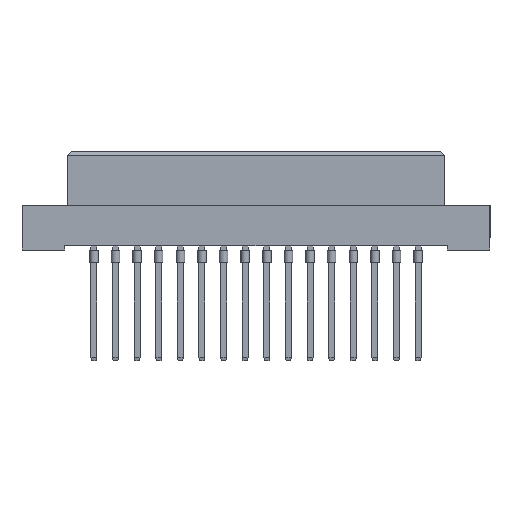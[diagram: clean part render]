
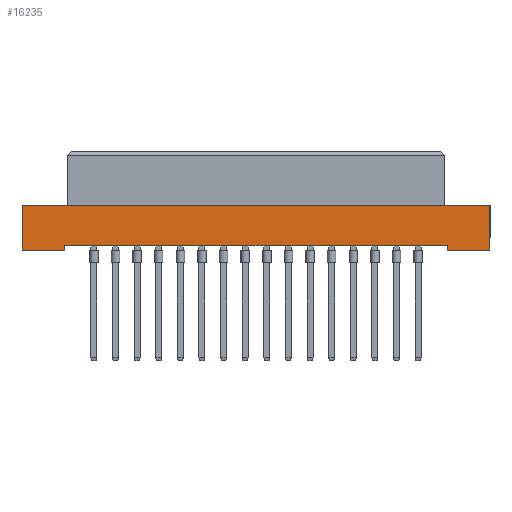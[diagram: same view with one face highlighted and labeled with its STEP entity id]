
A CAD part, top view. The second image highlights one B-rep face of the part: STEP entity #16235.
In plain terms, the highlighted planar face has unit normal (0, 0, 1).
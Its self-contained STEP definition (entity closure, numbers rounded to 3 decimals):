
#272 = DIRECTION ( 'NONE',  ( 1., 0., 0. ) ) ;
#426 = CARTESIAN_POINT ( 'NONE',  ( -27.5, -6.4, 5.3 ) ) ;
#590 = DIRECTION ( 'NONE',  ( 1., 0., 0. ) ) ;
#1027 = DIRECTION ( 'NONE',  ( 0., 1., 0. ) ) ;
#1124 = CARTESIAN_POINT ( 'NONE',  ( 22.5, -11.1, 5.3 ) ) ;
#2046 = CARTESIAN_POINT ( 'NONE',  ( 22.5, -11.1, 5.3 ) ) ;
#3095 = VERTEX_POINT ( 'NONE', #5002 ) ;
#3365 = VERTEX_POINT ( 'NONE', #15050 ) ;
#3685 = CARTESIAN_POINT ( 'NONE',  ( -27.5, -11.6, 5.3 ) ) ;
#4130 = LINE ( 'NONE', #9104, #11827 ) ;
#4322 = LINE ( 'NONE', #10548, #13176 ) ;
#4527 = VECTOR ( 'NONE', #8857, 1000. ) ;
#4677 = DIRECTION ( 'NONE',  ( 1., 0., 0. ) ) ;
#5002 = CARTESIAN_POINT ( 'NONE',  ( -27.5, -11.6, 5.3 ) ) ;
#5343 = EDGE_CURVE ( 'NONE', #3095, #16830, #4322, .T. ) ;
#5457 = CARTESIAN_POINT ( 'NONE',  ( -27.5, -11.6, 5.3 ) ) ;
#5599 = EDGE_CURVE ( 'NONE', #3365, #13246, #9912, .T. ) ;
#6334 = CARTESIAN_POINT ( 'NONE',  ( -27.5, -11.6, 5.3 ) ) ;
#6912 = LINE ( 'NONE', #5457, #14824 ) ;
#7962 = CARTESIAN_POINT ( 'NONE',  ( 27.5, -11.6, 5.3 ) ) ;
#8019 = VERTEX_POINT ( 'NONE', #1124 ) ;
#8350 = DIRECTION ( 'NONE',  ( 0., -1., 0. ) ) ;
#8514 = LINE ( 'NONE', #426, #18508 ) ;
#8857 = DIRECTION ( 'NONE',  ( -1., 0., 0. ) ) ;
#8907 = EDGE_CURVE ( 'NONE', #8019, #9473, #8965, .T. ) ;
#8965 = LINE ( 'NONE', #18393, #4527 ) ;
#9104 = CARTESIAN_POINT ( 'NONE',  ( 27.5, -11.6, 5.3 ) ) ;
#9203 = VERTEX_POINT ( 'NONE', #18587 ) ;
#9348 = DIRECTION ( 'NONE',  ( 0., 0., 1. ) ) ;
#9473 = VERTEX_POINT ( 'NONE', #17946 ) ;
#9645 = CARTESIAN_POINT ( 'NONE',  ( 27.5, -6.4, 5.3 ) ) ;
#9871 = DIRECTION ( 'NONE',  ( 1., 0., 0. ) ) ;
#9912 = LINE ( 'NONE', #3685, #20331 ) ;
#10317 = CARTESIAN_POINT ( 'NONE',  ( -27.5, -6.4, 5.3 ) ) ;
#10527 = ORIENTED_EDGE ( 'NONE', *, *, #5343, .F. ) ;
#10548 = CARTESIAN_POINT ( 'NONE',  ( -27.5, -11.6, 5.3 ) ) ;
#10877 = LINE ( 'NONE', #15642, #14172 ) ;
#11101 = PLANE ( 'NONE',  #17392 ) ;
#11383 = ORIENTED_EDGE ( 'NONE', *, *, #19456, .F. ) ;
#11827 = VECTOR ( 'NONE', #1027, 1000. ) ;
#12061 = ORIENTED_EDGE ( 'NONE', *, *, #8907, .F. ) ;
#12108 = ORIENTED_EDGE ( 'NONE', *, *, #20295, .T. ) ;
#12765 = ORIENTED_EDGE ( 'NONE', *, *, #5599, .T. ) ;
#12830 = LINE ( 'NONE', #2046, #15819 ) ;
#12883 = VERTEX_POINT ( 'NONE', #9645 ) ;
#13176 = VECTOR ( 'NONE', #13764, 1000. ) ;
#13246 = VERTEX_POINT ( 'NONE', #7962 ) ;
#13764 = DIRECTION ( 'NONE',  ( 0., 1., 0. ) ) ;
#13928 = FACE_OUTER_BOUND ( 'NONE', #19018, .T. ) ;
#14172 = VECTOR ( 'NONE', #14297, 1000. ) ;
#14297 = DIRECTION ( 'NONE',  ( 0., -1., 0. ) ) ;
#14794 = EDGE_CURVE ( 'NONE', #13246, #12883, #4130, .T. ) ;
#14824 = VECTOR ( 'NONE', #590, 1000. ) ;
#15050 = CARTESIAN_POINT ( 'NONE',  ( 22.5, -11.6, 5.3 ) ) ;
#15642 = CARTESIAN_POINT ( 'NONE',  ( -22.5, -11.1, 5.3 ) ) ;
#15658 = ORIENTED_EDGE ( 'NONE', *, *, #20183, .F. ) ;
#15819 = VECTOR ( 'NONE', #8350, 1000. ) ;
#16235 = ADVANCED_FACE ( 'NONE', ( #13928 ), #11101, .T. ) ;
#16619 = ORIENTED_EDGE ( 'NONE', *, *, #20374, .T. ) ;
#16830 = VERTEX_POINT ( 'NONE', #10317 ) ;
#17392 = AXIS2_PLACEMENT_3D ( 'NONE', #6334, #9348, #4677 ) ;
#17946 = CARTESIAN_POINT ( 'NONE',  ( -22.5, -11.1, 5.3 ) ) ;
#18393 = CARTESIAN_POINT ( 'NONE',  ( -22.5, -11.1, 5.3 ) ) ;
#18508 = VECTOR ( 'NONE', #9871, 1000. ) ;
#18587 = CARTESIAN_POINT ( 'NONE',  ( -22.5, -11.6, 5.3 ) ) ;
#18976 = ORIENTED_EDGE ( 'NONE', *, *, #14794, .T. ) ;
#19018 = EDGE_LOOP ( 'NONE', ( #12108, #12765, #18976, #11383, #10527, #16619, #15658, #12061 ) ) ;
#19456 = EDGE_CURVE ( 'NONE', #16830, #12883, #8514, .T. ) ;
#20183 = EDGE_CURVE ( 'NONE', #9473, #9203, #10877, .T. ) ;
#20295 = EDGE_CURVE ( 'NONE', #8019, #3365, #12830, .T. ) ;
#20331 = VECTOR ( 'NONE', #272, 1000. ) ;
#20374 = EDGE_CURVE ( 'NONE', #3095, #9203, #6912, .T. ) ;
